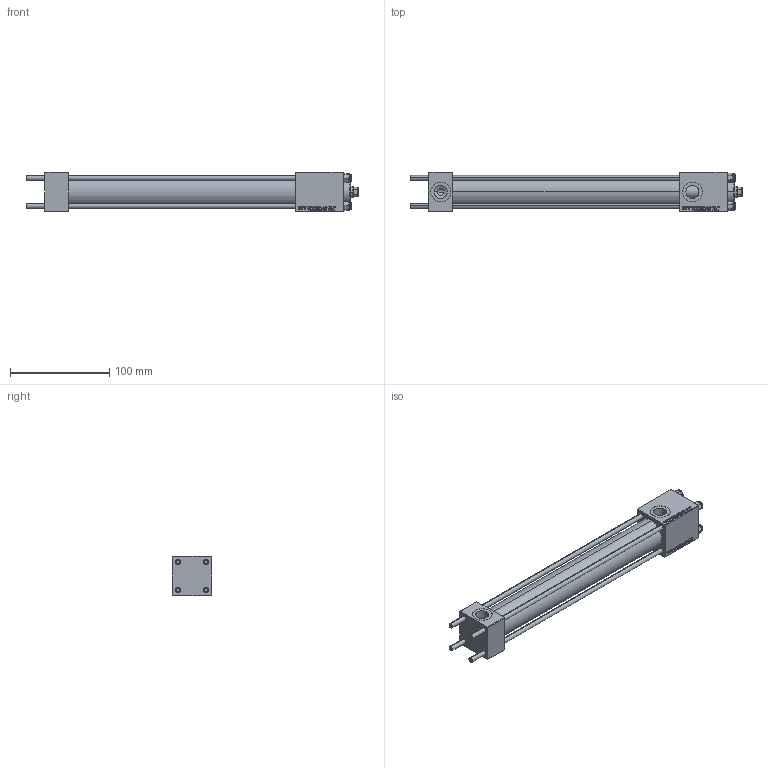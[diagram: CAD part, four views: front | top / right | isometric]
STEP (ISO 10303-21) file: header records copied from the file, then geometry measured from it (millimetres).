
FILE_DESCRIPTION (( 'STEP AP203' ), '1' );
FILE_NAME ('de61.STEP', '2022-04-14T10:18:45', ( '' ), ( '' ), 'SwSTEP 2.0', 'SolidWorks 2019', '' );
FILE_SCHEMA (( 'CONFIG_CONTROL_DESIGN' ));
Length unit declared in the file: millimetre
Products named in the file (6): V215_VC_A e05ca9d5eda8a64ac76d4aa6c7714666; de61; V215CR_BODY_A e05ca9d5eda8a64ac76d4aa6c7714666; NUT_M5 e05ca9d5eda8a64ac76d4aa6c7714666; CR025_012_A_0_G_A_G_M_020_+#_##_TYCINKA e05ca9d5eda8a64ac76d4aa6c7714666; V215CR_VCP e05ca9d5eda8a64ac76d4aa6c7714666
Assembly tree (11 placements, depth 2):
  de61
    V215CR_BODY_A e05ca9d5eda8a64ac76d4aa6c7714666
    CR025_012_A_0_G_A_G_M_020_+#_##_TYCINKA e05ca9d5eda8a64ac76d4aa6c7714666  x4
    NUT_M5 e05ca9d5eda8a64ac76d4aa6c7714666  x4
    V215CR_VCP e05ca9d5eda8a64ac76d4aa6c7714666
    V215_VC_A e05ca9d5eda8a64ac76d4aa6c7714666
Bounding box: 335 x 40 x 40 mm (x, y, z)
Volume: 227681.8 mm3; surface area: 109265.9 mm2
Topology: 11 solids, 11 shells, 1137 faces, 2859 edges, 1851 vertices
Faces by surface type: plane 519, bspline 392, cone 136, cylinder 82, torus 8
Entity records: 49959 total; most frequent: CARTESIAN_POINT 27060, ORIENTED_EDGE 5210, DIRECTION 3251, EDGE_CURVE 2605, VERTEX_POINT 1707, VECTOR 1583, LINE 1583, EDGE_LOOP 1144
